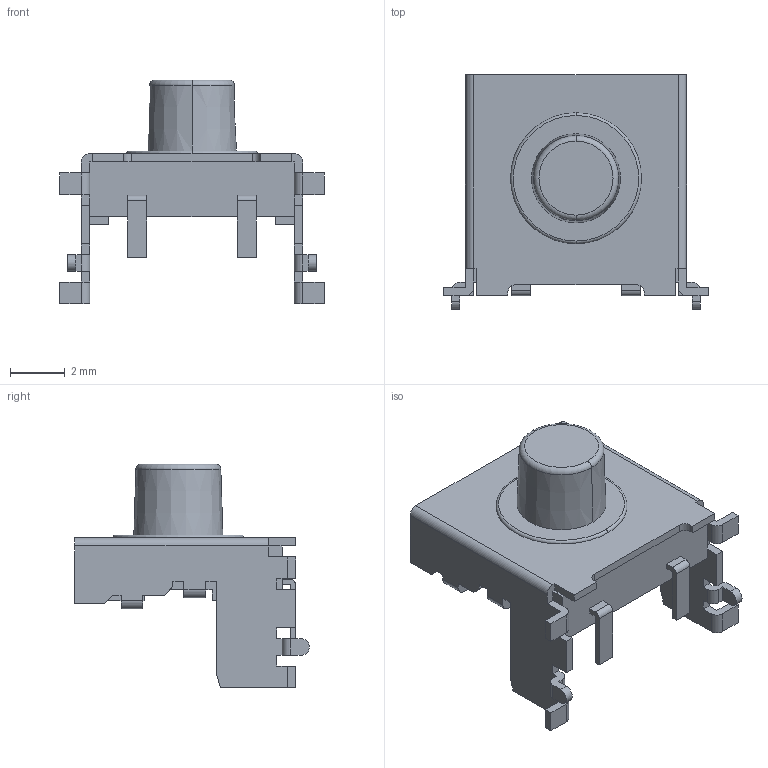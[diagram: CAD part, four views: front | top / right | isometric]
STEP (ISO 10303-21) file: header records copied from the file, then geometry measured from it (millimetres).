
FILE_DESCRIPTION((''),'2;1');
FILE_NAME('C-1571300-2','2021-03-30T03:38:00',('workeradm'),('TE Connectivity Ltd.'),'CREO PARAMETRIC BY PTC INC, 2019292','CREO PARAMETRIC BY PTC INC, 2019292','');
FILE_SCHEMA(('AUTOMOTIVE_DESIGN { 1 0 10303 214 1 1 1 1 }'));
Length unit declared in the file: millimetre
Products named in the file (1): C-1571300-2
Bounding box: 9.7 x 8.6 x 8.2 mm (x, y, z)
Volume: 164.1 mm3; surface area: 295.7 mm2
Topology: 1 solids, 1 shells, 164 faces, 456 edges, 298 vertices
Faces by surface type: plane 138, cylinder 20, torus 4, cone 2
Entity records: 5512 total; most frequent: CARTESIAN_POINT 920, ORIENTED_EDGE 912, DIRECTION 838, EDGE_CURVE 456, VECTOR 402, LINE 402, VERTEX_POINT 298, AXIS2_PLACEMENT_3D 218
